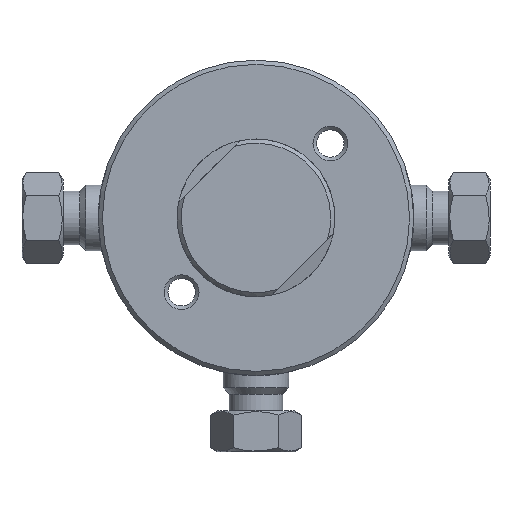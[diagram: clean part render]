
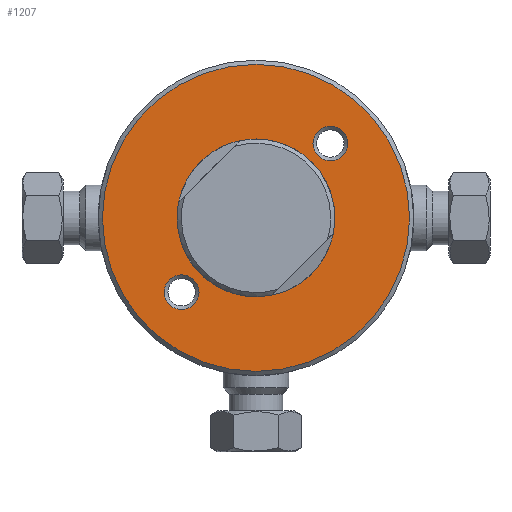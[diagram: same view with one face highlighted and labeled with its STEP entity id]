
A CAD part, left-side view. The second image highlights one B-rep face of the part: STEP entity #1207.
In plain terms, the highlighted planar face has unit normal (-1, 0, 0).
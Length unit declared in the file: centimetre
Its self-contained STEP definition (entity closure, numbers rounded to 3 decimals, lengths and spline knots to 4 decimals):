
#183=FACE_BOUND('',#502,.T.);
#184=FACE_BOUND('',#503,.T.);
#185=FACE_BOUND('',#504,.T.);
#375=FACE_OUTER_BOUND('',#501,.T.);
#501=EDGE_LOOP('',(#1085));
#502=EDGE_LOOP('',(#1086));
#503=EDGE_LOOP('',(#1087));
#504=EDGE_LOOP('',(#1088));
#546=CIRCLE('',#1313,0.9525);
#555=CIRCLE('',#1328,0.21);
#556=CIRCLE('',#1330,0.21);
#562=CIRCLE('',#1342,1.8542);
#656=VERTEX_POINT('',#2146);
#665=VERTEX_POINT('',#2170);
#666=VERTEX_POINT('',#2173);
#672=VERTEX_POINT('',#2191);
#796=EDGE_CURVE('',#656,#656,#546,.T.);
#805=EDGE_CURVE('',#665,#665,#555,.T.);
#806=EDGE_CURVE('',#666,#666,#556,.T.);
#812=EDGE_CURVE('',#672,#672,#562,.T.);
#1085=ORIENTED_EDGE('',*,*,#812,.F.);
#1086=ORIENTED_EDGE('',*,*,#805,.T.);
#1087=ORIENTED_EDGE('',*,*,#806,.T.);
#1088=ORIENTED_EDGE('',*,*,#796,.T.);
#1130=PLANE('',#1343);
#1207=ADVANCED_FACE('',(#375,#183,#184,#185),#1130,.T.);
#1313=AXIS2_PLACEMENT_3D('',#2147,#1577,#1578);
#1328=AXIS2_PLACEMENT_3D('',#2171,#1607,#1608);
#1330=AXIS2_PLACEMENT_3D('',#2174,#1611,#1612);
#1342=AXIS2_PLACEMENT_3D('',#2192,#1635,#1636);
#1343=AXIS2_PLACEMENT_3D('',#2193,#1637,#1638);
#1577=DIRECTION('center_axis',(1.,0.,0.));
#1578=DIRECTION('ref_axis',(0.,1.,0.));
#1607=DIRECTION('center_axis',(1.,0.,0.));
#1608=DIRECTION('ref_axis',(0.,0.,1.));
#1611=DIRECTION('center_axis',(1.,0.,0.));
#1612=DIRECTION('ref_axis',(0.,0.,1.));
#1635=DIRECTION('center_axis',(1.,0.,0.));
#1636=DIRECTION('ref_axis',(0.,-1.,0.));
#1637=DIRECTION('center_axis',(-1.,0.,0.));
#1638=DIRECTION('ref_axis',(0.,0.,1.));
#2146=CARTESIAN_POINT('',(0.635,0.9525,0.));
#2147=CARTESIAN_POINT('Origin',(0.635,0.,0.));
#2170=CARTESIAN_POINT('',(0.635,0.898,-0.688));
#2171=CARTESIAN_POINT('Origin',(0.635,0.898,-0.898));
#2173=CARTESIAN_POINT('',(0.635,-0.898,1.108));
#2174=CARTESIAN_POINT('Origin',(0.635,-0.898,0.898));
#2191=CARTESIAN_POINT('',(0.635,1.8542,0.));
#2192=CARTESIAN_POINT('Origin',(0.635,0.,0.));
#2193=CARTESIAN_POINT('Origin',(0.635,1.4288,0.));
